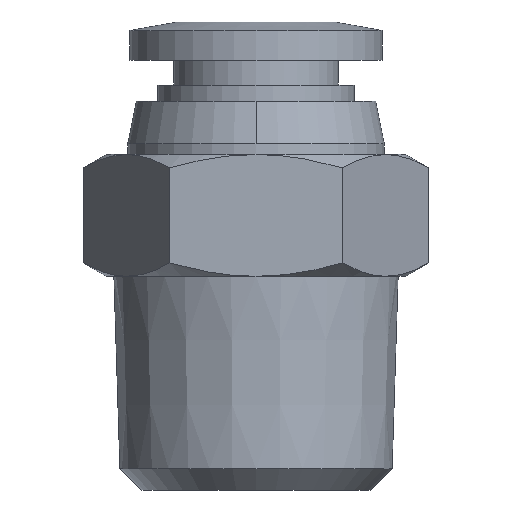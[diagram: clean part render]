
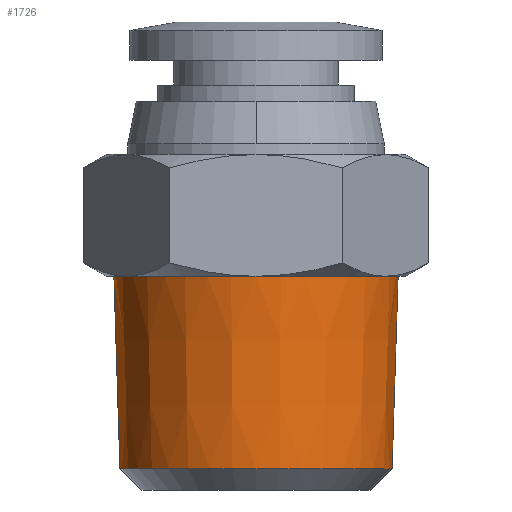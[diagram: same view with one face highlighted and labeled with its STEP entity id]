
A CAD part, front view. The second image highlights one B-rep face of the part: STEP entity #1726.
In plain terms, the highlighted conical face has half-angle 1.79 degrees and reference radius 6.65 mm.
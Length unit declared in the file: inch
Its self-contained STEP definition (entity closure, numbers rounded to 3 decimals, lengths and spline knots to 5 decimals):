
#3 = DIRECTION ( 'NONE',  ( 1., 0., 0. ) ) ;
#22 = DIRECTION ( 'NONE',  ( 0., 0., -1. ) ) ;
#29 = CARTESIAN_POINT ( 'NONE',  ( 0., 0., 0. ) ) ;
#49 = DIRECTION ( 'NONE',  ( 0., 0., 1. ) ) ;
#104 = CIRCLE ( 'NONE', #2038, 0.26181 ) ;
#113 = AXIS2_PLACEMENT_3D ( 'NONE', #1561, #49, #1188 ) ;
#122 = CARTESIAN_POINT ( 'NONE',  ( 0.26181, 0., 0. ) ) ;
#137 = DIRECTION ( 'NONE',  ( 0.031, 0., 1. ) ) ;
#192 = CARTESIAN_POINT ( 'NONE',  ( 0., 0., -0.35435 ) ) ;
#210 = VECTOR ( 'NONE', #137, 39.37008 ) ;
#241 = CARTESIAN_POINT ( 'NONE',  ( 0.25074, 0., -0.35435 ) ) ;
#247 = LINE ( 'NONE', #122, #210 ) ;
#363 = EDGE_CURVE ( 'NONE', #2386, #2364, #104, .T. ) ;
#366 = ORIENTED_EDGE ( 'NONE', *, *, #2100, .T. ) ;
#379 = DIRECTION ( 'NONE',  ( 1., 0., 0. ) ) ;
#626 = LINE ( 'NONE', #823, #633 ) ;
#633 = VECTOR ( 'NONE', #814, 39.37008 ) ;
#814 = DIRECTION ( 'NONE',  ( -0.031, 0., 1. ) ) ;
#823 = CARTESIAN_POINT ( 'NONE',  ( -0.26181, 0., 0. ) ) ;
#915 = AXIS2_PLACEMENT_3D ( 'NONE', #192, #1546, #379 ) ;
#933 = ORIENTED_EDGE ( 'NONE', *, *, #1284, .T. ) ;
#1097 = VERTEX_POINT ( 'NONE', #1203 ) ;
#1153 = EDGE_CURVE ( 'NONE', #1097, #2364, #626, .T. ) ;
#1188 = DIRECTION ( 'NONE',  ( 1., 0., 0. ) ) ;
#1203 = CARTESIAN_POINT ( 'NONE',  ( -0.25074, 0., -0.35435 ) ) ;
#1284 = EDGE_CURVE ( 'NONE', #2164, #2386, #247, .T. ) ;
#1309 = CIRCLE ( 'NONE', #915, 0.25074 ) ;
#1461 = EDGE_LOOP ( 'NONE', ( #1652, #366, #933, #1557 ) ) ;
#1546 = DIRECTION ( 'NONE',  ( 0., 0., 1. ) ) ;
#1557 = ORIENTED_EDGE ( 'NONE', *, *, #363, .T. ) ;
#1561 = CARTESIAN_POINT ( 'NONE',  ( 0., 0., 0. ) ) ;
#1652 = ORIENTED_EDGE ( 'NONE', *, *, #1153, .F. ) ;
#1726 = ADVANCED_FACE ( 'NONE', ( #1947 ), #1842, .T. ) ;
#1842 = CONICAL_SURFACE ( 'NONE', #113, 0.26181, 0.031 ) ;
#1869 = CARTESIAN_POINT ( 'NONE',  ( 0.26181, 0., 0. ) ) ;
#1947 = FACE_OUTER_BOUND ( 'NONE', #1461, .T. ) ;
#2038 = AXIS2_PLACEMENT_3D ( 'NONE', #29, #22, #3 ) ;
#2059 = CARTESIAN_POINT ( 'NONE',  ( -0.26181, 0., 0. ) ) ;
#2100 = EDGE_CURVE ( 'NONE', #1097, #2164, #1309, .T. ) ;
#2164 = VERTEX_POINT ( 'NONE', #241 ) ;
#2364 = VERTEX_POINT ( 'NONE', #2059 ) ;
#2386 = VERTEX_POINT ( 'NONE', #1869 ) ;
